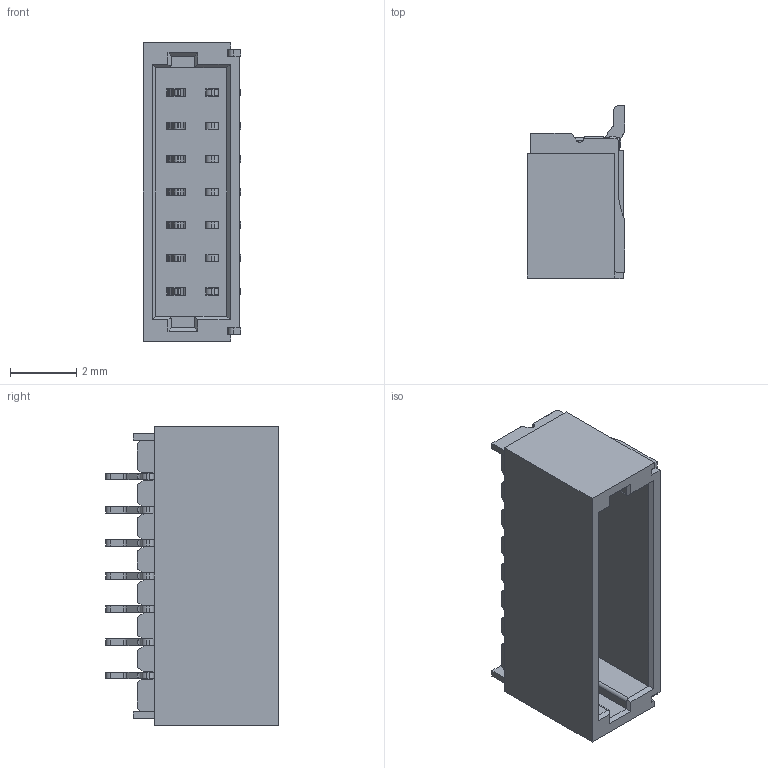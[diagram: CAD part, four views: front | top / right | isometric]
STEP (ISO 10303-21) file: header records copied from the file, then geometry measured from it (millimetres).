
FILE_DESCRIPTION(('CoCreate Modeling STEP Export'),'2;1');
FILE_NAME('1.0-7pin 卧贴3D成品图.stp','2022-08-05T18:54:40',(''),(''),'CoCreate Modeling STEP processor for AP214 (Solid Model)','CoCreate Modeling 16.00 13-May-2008 (C) Parametric Technology GmbH','');
FILE_SCHEMA(('AUTOMOTIVE_DESIGN { 1 0 10303 214 1 1 1 1 }'));
Length unit declared in the file: millimetre
Products named in the file (1): 7pin
Bounding box: 2.95 x 5.21 x 9 mm (x, y, z)
Volume: 59.2 mm3; surface area: 333.6 mm2
Topology: 1 solids, 1 shells, 661 faces, 2141 edges, 1396 vertices
Faces by surface type: plane 421, cylinder 240
Entity records: 22967 total; most frequent: ORIENTED_EDGE 4282, CARTESIAN_POINT 4035, DIRECTION 3779, EDGE_CURVE 2141, VECTOR 1499, LINE 1499, VERTEX_POINT 1396, AXIS2_PLACEMENT_3D 1140
